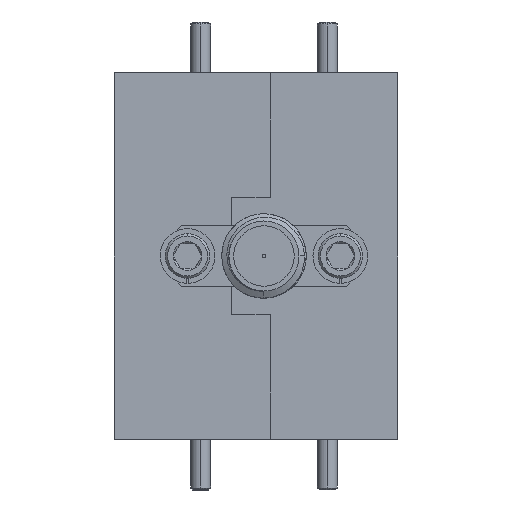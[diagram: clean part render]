
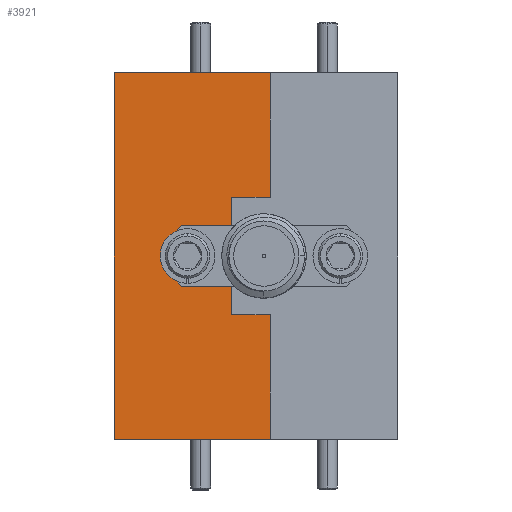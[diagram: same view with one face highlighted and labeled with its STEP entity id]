
A CAD part, left-side view. The second image highlights one B-rep face of the part: STEP entity #3921.
In plain terms, the highlighted planar face has unit normal (-1, 0, 0).
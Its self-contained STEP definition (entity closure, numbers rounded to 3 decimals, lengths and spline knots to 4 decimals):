
#1748 = CARTESIAN_POINT ( 'NONE',  ( -0.575, 0.122, 0.185 ) ) ;
#1955 = VECTOR ( 'NONE', #18537, 39.3701 ) ;
#2304 = LINE ( 'NONE', #36666, #41532 ) ;
#2706 = EDGE_CURVE ( 'NONE', #44825, #24464, #23352, .T. ) ;
#2831 = DIRECTION ( 'NONE',  ( 0., 0., 1. ) ) ;
#3921 = ADVANCED_FACE ( 'NONE', ( #10447, #40873 ), #54411, .F. ) ;
#4332 = CARTESIAN_POINT ( 'NONE',  ( -0.575, 0., -0.185 ) ) ;
#5344 = CIRCLE ( 'NONE', #19733, 0.035 ) ;
#5668 = DIRECTION ( 'NONE',  ( 0., -1., 0. ) ) ;
#6380 = AXIS2_PLACEMENT_3D ( 'NONE', #32672, #36344, #19447 ) ;
#6394 = CARTESIAN_POINT ( 'NONE',  ( -0.575, 0.261, 0. ) ) ;
#7194 = ORIENTED_EDGE ( 'NONE', *, *, #15809, .F. ) ;
#7689 = VERTEX_POINT ( 'NONE', #43894 ) ;
#9563 = CARTESIAN_POINT ( 'NONE',  ( -0.575, 0., 0.575 ) ) ;
#10127 = DIRECTION ( 'NONE',  ( 0., 0., 1. ) ) ;
#10447 = FACE_BOUND ( 'NONE', #24854, .T. ) ;
#10567 = VECTOR ( 'NONE', #5668, 39.3701 ) ;
#11141 = ORIENTED_EDGE ( 'NONE', *, *, #19922, .T. ) ;
#13752 = CARTESIAN_POINT ( 'NONE',  ( -0.575, 0.49, 0.575 ) ) ;
#14311 = ORIENTED_EDGE ( 'NONE', *, *, #23692, .T. ) ;
#15809 = EDGE_CURVE ( 'NONE', #20158, #17163, #17981, .T. ) ;
#16220 = ORIENTED_EDGE ( 'NONE', *, *, #55031, .F. ) ;
#16641 = DIRECTION ( 'NONE',  ( -1., 0., 0. ) ) ;
#16800 = AXIS2_PLACEMENT_3D ( 'NONE', #6394, #45556, #23579 ) ;
#17163 = VERTEX_POINT ( 'NONE', #39756 ) ;
#17969 = DIRECTION ( 'NONE',  ( 0., 0., -1. ) ) ;
#17981 = LINE ( 'NONE', #13752, #1955 ) ;
#18253 = LINE ( 'NONE', #52943, #18331 ) ;
#18331 = VECTOR ( 'NONE', #17969, 39.3701 ) ;
#18342 = CARTESIAN_POINT ( 'NONE',  ( -0.575, 0.261, -0.035 ) ) ;
#18345 = EDGE_CURVE ( 'NONE', #33902, #7689, #18253, .T. ) ;
#18537 = DIRECTION ( 'NONE',  ( 0., 0., 1. ) ) ;
#19447 = DIRECTION ( 'NONE',  ( 0., 0., -1. ) ) ;
#19733 = AXIS2_PLACEMENT_3D ( 'NONE', #38048, #16641, #2831 ) ;
#19922 = EDGE_CURVE ( 'NONE', #33902, #32653, #23981, .T. ) ;
#20046 = LINE ( 'NONE', #46559, #43339 ) ;
#20117 = VECTOR ( 'NONE', #36659, 39.3701 ) ;
#20158 = VERTEX_POINT ( 'NONE', #37641 ) ;
#21482 = ORIENTED_EDGE ( 'NONE', *, *, #18345, .F. ) ;
#21571 = VECTOR ( 'NONE', #10127, 39.3701 ) ;
#21586 = CARTESIAN_POINT ( 'NONE',  ( -0.575, 0., 0.185 ) ) ;
#21957 = CARTESIAN_POINT ( 'NONE',  ( -0.575, 0.122, 0.185 ) ) ;
#22859 = CARTESIAN_POINT ( 'NONE',  ( -0.575, 0.49, 0.575 ) ) ;
#23352 = LINE ( 'NONE', #9563, #21571 ) ;
#23579 = DIRECTION ( 'NONE',  ( 0., 0., 1. ) ) ;
#23692 = EDGE_CURVE ( 'NONE', #32653, #40260, #36415, .T. ) ;
#23981 = LINE ( 'NONE', #1748, #20117 ) ;
#24011 = DIRECTION ( 'NONE',  ( 0., 0., 1. ) ) ;
#24464 = VERTEX_POINT ( 'NONE', #4332 ) ;
#24854 = EDGE_LOOP ( 'NONE', ( #16220, #52936 ) ) ;
#26704 = VERTEX_POINT ( 'NONE', #18342 ) ;
#27404 = DIRECTION ( 'NONE',  ( 0., -1., 0. ) ) ;
#27510 = ORIENTED_EDGE ( 'NONE', *, *, #2706, .T. ) ;
#27597 = CARTESIAN_POINT ( 'NONE',  ( -0.575, 0.261, 0.035 ) ) ;
#28008 = EDGE_CURVE ( 'NONE', #17163, #40260, #43724, .T. ) ;
#28988 = ORIENTED_EDGE ( 'NONE', *, *, #36782, .T. ) ;
#29679 = EDGE_LOOP ( 'NONE', ( #21482, #11141, #14311, #47350, #7194, #28988, #27510, #33601 ) ) ;
#32653 = VERTEX_POINT ( 'NONE', #21586 ) ;
#32672 = CARTESIAN_POINT ( 'NONE',  ( -0.575, 0.49, 0.575 ) ) ;
#33601 = ORIENTED_EDGE ( 'NONE', *, *, #36678, .F. ) ;
#33902 = VERTEX_POINT ( 'NONE', #21957 ) ;
#36344 = DIRECTION ( 'NONE',  ( 1., 0., 0. ) ) ;
#36415 = LINE ( 'NONE', #53918, #39226 ) ;
#36659 = DIRECTION ( 'NONE',  ( 0., -1., 0. ) ) ;
#36666 = CARTESIAN_POINT ( 'NONE',  ( -0.575, 0.122, -0.185 ) ) ;
#36678 = EDGE_CURVE ( 'NONE', #7689, #24464, #2304, .T. ) ;
#36782 = EDGE_CURVE ( 'NONE', #20158, #44825, #20046, .T. ) ;
#37641 = CARTESIAN_POINT ( 'NONE',  ( -0.575, 0.49, -0.575 ) ) ;
#38048 = CARTESIAN_POINT ( 'NONE',  ( -0.575, 0.261, 0. ) ) ;
#39226 = VECTOR ( 'NONE', #24011, 39.3701 ) ;
#39756 = CARTESIAN_POINT ( 'NONE',  ( -0.575, 0.49, 0.575 ) ) ;
#40260 = VERTEX_POINT ( 'NONE', #54556 ) ;
#40873 = FACE_OUTER_BOUND ( 'NONE', #29679, .T. ) ;
#41110 = CIRCLE ( 'NONE', #16800, 0.035 ) ;
#41532 = VECTOR ( 'NONE', #27404, 39.3701 ) ;
#42661 = CARTESIAN_POINT ( 'NONE',  ( -0.575, 0., -0.575 ) ) ;
#43339 = VECTOR ( 'NONE', #50789, 39.3701 ) ;
#43724 = LINE ( 'NONE', #22859, #10567 ) ;
#43894 = CARTESIAN_POINT ( 'NONE',  ( -0.575, 0.122, -0.185 ) ) ;
#44825 = VERTEX_POINT ( 'NONE', #42661 ) ;
#45556 = DIRECTION ( 'NONE',  ( -1., 0., 0. ) ) ;
#46559 = CARTESIAN_POINT ( 'NONE',  ( -0.575, 0.49, -0.575 ) ) ;
#47350 = ORIENTED_EDGE ( 'NONE', *, *, #28008, .F. ) ;
#50789 = DIRECTION ( 'NONE',  ( 0., -1., 0. ) ) ;
#52086 = EDGE_CURVE ( 'NONE', #26704, #55264, #41110, .T. ) ;
#52936 = ORIENTED_EDGE ( 'NONE', *, *, #52086, .F. ) ;
#52943 = CARTESIAN_POINT ( 'NONE',  ( -0.575, 0.122, -0.185 ) ) ;
#53918 = CARTESIAN_POINT ( 'NONE',  ( -0.575, 0., 0.575 ) ) ;
#54411 = PLANE ( 'NONE',  #6380 ) ;
#54556 = CARTESIAN_POINT ( 'NONE',  ( -0.575, 0., 0.575 ) ) ;
#55031 = EDGE_CURVE ( 'NONE', #55264, #26704, #5344, .T. ) ;
#55264 = VERTEX_POINT ( 'NONE', #27597 ) ;
